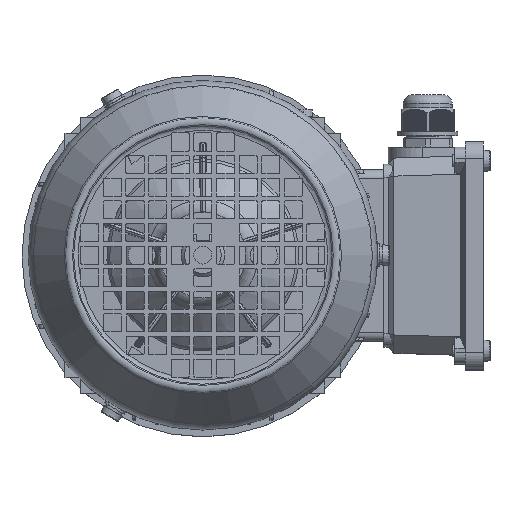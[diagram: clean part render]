
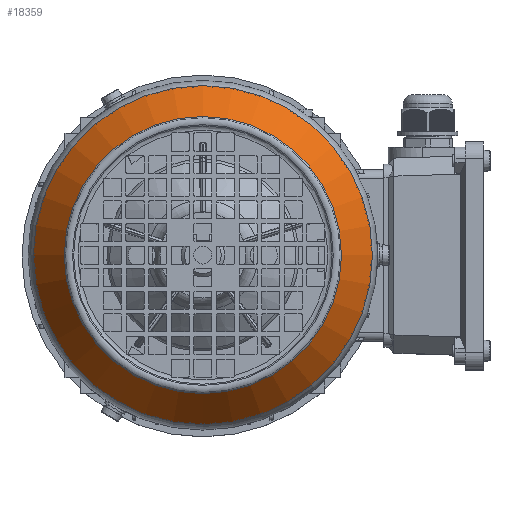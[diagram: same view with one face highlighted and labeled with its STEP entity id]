
A CAD part, top view. The second image highlights one B-rep face of the part: STEP entity #18359.
In plain terms, the highlighted conical face has half-angle 35 degrees and reference radius 74.985 mm.
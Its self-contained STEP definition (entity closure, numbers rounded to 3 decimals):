
#13356=FACE_BOUND('',#25793,.T.);
#13357=FACE_BOUND('',#25794,.T.);
#18359=ADVANCED_FACE('',(#13356,#13357),#20293,.T.);
#20293=CONICAL_SURFACE('',#71557,74.985,35.);
#25793=EDGE_LOOP('',(#40869));
#25794=EDGE_LOOP('',(#40870));
#29042=CIRCLE('',#71554,74.985);
#29043=CIRCLE('',#71556,61.294);
#40869=ORIENTED_EDGE('',*,*,#62566,.T.);
#40870=ORIENTED_EDGE('',*,*,#62565,.F.);
#54244=VERTEX_POINT('',#118674);
#54245=VERTEX_POINT('',#118677);
#62565=EDGE_CURVE('',#54244,#54244,#29042,.T.);
#62566=EDGE_CURVE('',#54245,#54245,#29043,.T.);
#71554=AXIS2_PLACEMENT_3D('',#118673,#83672,#83673);
#71556=AXIS2_PLACEMENT_3D('',#118676,#83676,#83677);
#71557=AXIS2_PLACEMENT_3D('',#118678,#83678,#83679);
#83672=DIRECTION('',(0.,0.,-1.));
#83673=DIRECTION('',(0.,-1.,0.));
#83676=DIRECTION('',(0.,0.,-1.));
#83677=DIRECTION('',(0.,-1.,0.));
#83678=DIRECTION('',(0.,0.,-1.));
#83679=DIRECTION('',(0.,-1.,0.));
#118673=CARTESIAN_POINT('',(0.,0.,199.253));
#118674=CARTESIAN_POINT('',(0.,-74.985,199.253));
#118676=CARTESIAN_POINT('',(0.,0.,218.806));
#118677=CARTESIAN_POINT('',(0.,-61.294,218.806));
#118678=CARTESIAN_POINT('',(0.,0.,199.253));
